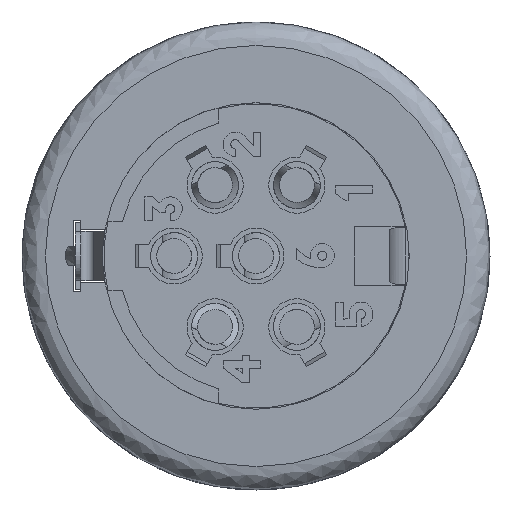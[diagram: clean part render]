
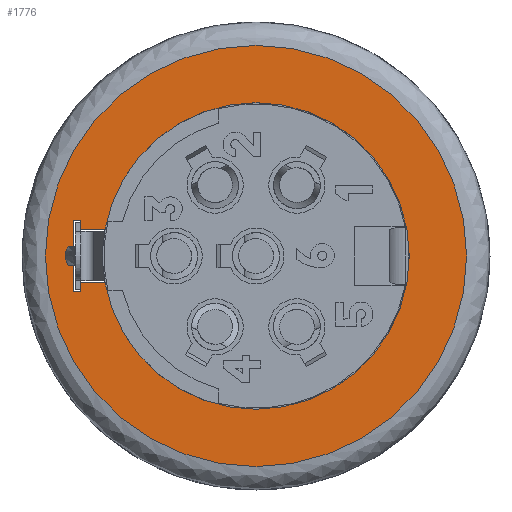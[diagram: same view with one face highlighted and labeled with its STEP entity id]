
A CAD part, left-side view. The second image highlights one B-rep face of the part: STEP entity #1776.
In plain terms, the highlighted planar face has unit normal (-1, 0, 0).
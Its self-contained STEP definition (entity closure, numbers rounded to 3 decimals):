
#1307=FACE_BOUND('',#2702,.T.);
#1308=FACE_BOUND('',#2703,.T.);
#1519=PLANE('',#9692);
#1776=ADVANCED_FACE('',(#1307,#1308),#1519,.T.);
#2702=EDGE_LOOP('',(#5011));
#2703=EDGE_LOOP('',(#5012,#5013,#5014,#5015,#5016,#5017,#5018,#5019,#5020,
#5021,#5022,#5023,#5024));
#3298=LINE('',#17714,#3973);
#3302=LINE('',#17722,#3977);
#3305=LINE('',#17745,#3980);
#3306=LINE('',#17746,#3981);
#3307=LINE('',#17748,#3982);
#3308=LINE('',#17750,#3983);
#3309=LINE('',#17756,#3984);
#3310=LINE('',#17758,#3985);
#3311=LINE('',#17760,#3986);
#3312=LINE('',#17761,#3987);
#3973=VECTOR('',#10365,1.);
#3977=VECTOR('',#10369,1.);
#3980=VECTOR('',#10382,1.);
#3981=VECTOR('',#10383,1.);
#3982=VECTOR('',#10384,1.);
#3983=VECTOR('',#10385,1.);
#3984=VECTOR('',#10390,1.);
#3985=VECTOR('',#10391,1.);
#3986=VECTOR('',#10392,1.);
#3987=VECTOR('',#10393,1.);
#4578=CIRCLE('',#9689,9.);
#4579=CIRCLE('',#9690,6.55);
#4580=CIRCLE('',#9691,6.55);
#5011=ORIENTED_EDGE('',*,*,#8308,.T.);
#5012=ORIENTED_EDGE('',*,*,#8309,.T.);
#5013=ORIENTED_EDGE('',*,*,#8310,.T.);
#5014=ORIENTED_EDGE('',*,*,#8298,.T.);
#5015=ORIENTED_EDGE('',*,*,#8311,.T.);
#5016=ORIENTED_EDGE('',*,*,#8312,.T.);
#5017=ORIENTED_EDGE('',*,*,#8313,.T.);
#5018=ORIENTED_EDGE('',*,*,#8314,.T.);
#5019=ORIENTED_EDGE('',*,*,#8315,.T.);
#5020=ORIENTED_EDGE('',*,*,#8316,.T.);
#5021=ORIENTED_EDGE('',*,*,#8317,.T.);
#5022=ORIENTED_EDGE('',*,*,#8318,.T.);
#5023=ORIENTED_EDGE('',*,*,#8302,.T.);
#5024=ORIENTED_EDGE('',*,*,#8319,.T.);
#7428=VERTEX_POINT('',#17712);
#7430=VERTEX_POINT('',#17715);
#7433=VERTEX_POINT('',#17721);
#7434=VERTEX_POINT('',#17723);
#7438=VERTEX_POINT('',#17738);
#7439=VERTEX_POINT('',#17743);
#7440=VERTEX_POINT('',#17744);
#7441=VERTEX_POINT('',#17747);
#7442=VERTEX_POINT('',#17749);
#7443=VERTEX_POINT('',#17751);
#7444=VERTEX_POINT('',#17753);
#7445=VERTEX_POINT('',#17755);
#7446=VERTEX_POINT('',#17757);
#7447=VERTEX_POINT('',#17759);
#8298=EDGE_CURVE('',#7430,#7428,#3298,.T.);
#8302=EDGE_CURVE('',#7434,#7433,#3302,.T.);
#8308=EDGE_CURVE('',#7438,#7438,#4578,.T.);
#8309=EDGE_CURVE('',#7439,#7440,#9450,.T.);
#8310=EDGE_CURVE('',#7440,#7430,#3305,.T.);
#8311=EDGE_CURVE('',#7428,#7441,#3306,.T.);
#8312=EDGE_CURVE('',#7441,#7442,#3307,.T.);
#8313=EDGE_CURVE('',#7442,#7443,#3308,.T.);
#8314=EDGE_CURVE('',#7443,#7444,#4579,.T.);
#8315=EDGE_CURVE('',#7444,#7445,#4580,.T.);
#8316=EDGE_CURVE('',#7445,#7446,#3309,.T.);
#8317=EDGE_CURVE('',#7446,#7447,#3310,.T.);
#8318=EDGE_CURVE('',#7447,#7434,#3311,.T.);
#8319=EDGE_CURVE('',#7433,#7439,#3312,.T.);
#9450=B_SPLINE_CURVE_WITH_KNOTS('',3,(#17739,#17740,#17741,#17742),
 .UNSPECIFIED.,.F.,.F.,(4,4),(0.,1.),.UNSPECIFIED.);
#9689=AXIS2_PLACEMENT_3D('',#17737,#10380,#10381);
#9690=AXIS2_PLACEMENT_3D('',#17752,#10386,#10387);
#9691=AXIS2_PLACEMENT_3D('',#17754,#10388,#10389);
#9692=AXIS2_PLACEMENT_3D('',#17762,#10394,#10395);
#10365=DIRECTION('',(0.,0.,1.));
#10369=DIRECTION('',(0.,0.,1.));
#10380=DIRECTION('',(-1.,0.,0.));
#10381=DIRECTION('',(0.,0.,1.));
#10382=DIRECTION('',(0.,-1.,0.));
#10383=DIRECTION('',(0.,-1.,0.));
#10384=DIRECTION('',(0.,0.,-1.));
#10385=DIRECTION('',(0.,-1.,0.));
#10386=DIRECTION('',(1.,0.,0.));
#10387=DIRECTION('',(0.,0.984,0.176));
#10388=DIRECTION('',(1.,0.,0.));
#10389=DIRECTION('',(0.,0.,1.));
#10390=DIRECTION('',(0.,1.,0.));
#10391=DIRECTION('',(0.,0.,-1.));
#10392=DIRECTION('',(0.,1.,0.));
#10393=DIRECTION('',(0.,1.,0.));
#10394=DIRECTION('',(-1.,0.,0.));
#10395=DIRECTION('',(0.,-1.,0.));
#17712=CARTESIAN_POINT('',(-61.727,-20.015,1.5));
#17714=CARTESIAN_POINT('',(-61.727,-20.015,-1.5));
#17715=CARTESIAN_POINT('',(-61.727,-20.015,0.4));
#17721=CARTESIAN_POINT('',(-61.727,-20.015,-0.4));
#17722=CARTESIAN_POINT('',(-61.727,-20.015,-1.5));
#17723=CARTESIAN_POINT('',(-61.727,-20.015,-1.5));
#17737=CARTESIAN_POINT('',(-61.727,-27.815,0.));
#17738=CARTESIAN_POINT('',(-61.727,-27.815,9.));
#17739=CARTESIAN_POINT('',(-61.727,-19.812,-0.4));
#17740=CARTESIAN_POINT('',(-61.727,-19.619,-0.168));
#17741=CARTESIAN_POINT('',(-61.727,-19.614,0.163));
#17742=CARTESIAN_POINT('',(-61.727,-19.812,0.4));
#17743=CARTESIAN_POINT('',(-61.727,-19.812,-0.4));
#17744=CARTESIAN_POINT('',(-61.727,-19.812,0.4));
#17745=CARTESIAN_POINT('',(-61.727,-20.048,0.4));
#17746=CARTESIAN_POINT('',(-61.727,-20.015,1.5));
#17747=CARTESIAN_POINT('',(-61.727,-20.315,1.5));
#17748=CARTESIAN_POINT('',(-61.727,-20.315,1.5));
#17749=CARTESIAN_POINT('',(-61.727,-20.315,1.15));
#17750=CARTESIAN_POINT('',(-61.727,-20.315,1.15));
#17751=CARTESIAN_POINT('',(-61.727,-21.367,1.15));
#17752=CARTESIAN_POINT('',(-61.727,-27.815,0.));
#17753=CARTESIAN_POINT('',(-61.727,-27.815,6.55));
#17754=CARTESIAN_POINT('',(-61.727,-27.815,0.));
#17755=CARTESIAN_POINT('',(-61.727,-21.367,-1.15));
#17756=CARTESIAN_POINT('',(-61.727,-21.367,-1.15));
#17757=CARTESIAN_POINT('',(-61.727,-20.315,-1.15));
#17758=CARTESIAN_POINT('',(-61.727,-20.315,-1.15));
#17759=CARTESIAN_POINT('',(-61.727,-20.315,-1.5));
#17760=CARTESIAN_POINT('',(-61.727,-20.315,-1.5));
#17761=CARTESIAN_POINT('',(-61.727,-17.915,-0.4));
#17762=CARTESIAN_POINT('',(-61.727,-17.915,-9.9));
